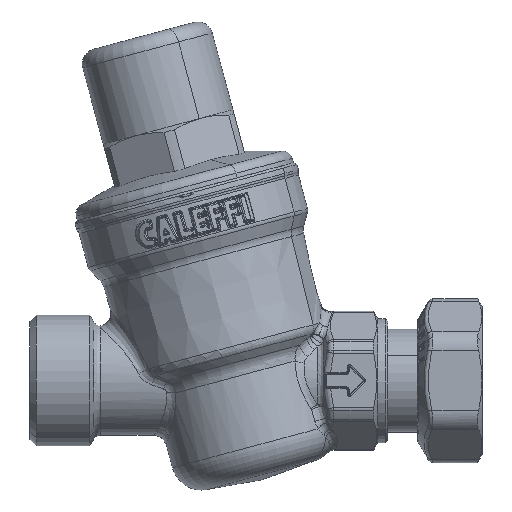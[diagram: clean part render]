
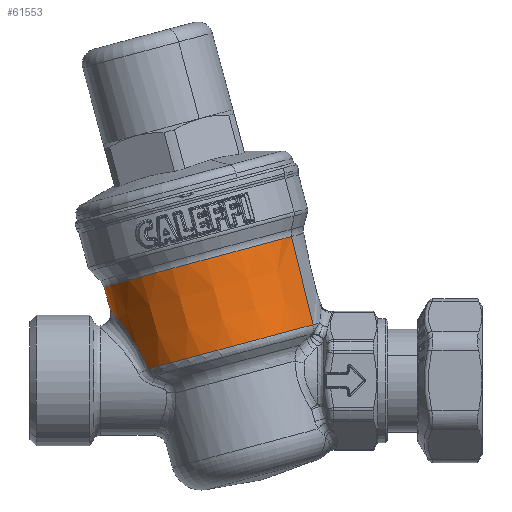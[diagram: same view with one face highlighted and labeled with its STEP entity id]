
A CAD part, top view. The second image highlights one B-rep face of the part: STEP entity #61553.
In plain terms, the highlighted conical face has half-angle 1.43 degrees and reference radius 20.35 mm.
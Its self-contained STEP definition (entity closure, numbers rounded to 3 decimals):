
#58297=CARTESIAN_POINT('Vertex',(-17.729,2.33,11.924)) ;
#58907=CARTESIAN_POINT('Control Point',(-23.894,12.529,-5.774)) ;
#58908=CARTESIAN_POINT('Control Point',(-24.307,13.055,-4.928)) ;
#58909=CARTESIAN_POINT('Control Point',(-24.641,13.469,-4.06)) ;
#58910=CARTESIAN_POINT('Control Point',(-24.898,13.783,-3.176)) ;
#58911=CARTESIAN_POINT('Control Point',(-25.267,14.232,-1.31)) ;
#58912=CARTESIAN_POINT('Control Point',(-25.29,14.259,0.578)) ;
#58913=CARTESIAN_POINT('Control Point',(-25.209,14.161,1.557)) ;
#58914=CARTESIAN_POINT('Control Point',(-24.912,13.802,3.205)) ;
#58915=CARTESIAN_POINT('Control Point',(-24.349,13.105,4.809)) ;
#58916=CARTESIAN_POINT('Control Point',(-24.073,12.76,5.457)) ;
#58917=CARTESIAN_POINT('Control Point',(-23.493,12.021,6.613)) ;
#58918=CARTESIAN_POINT('Control Point',(-22.766,11.056,7.721)) ;
#58919=CARTESIAN_POINT('Control Point',(-22.409,10.572,8.208)) ;
#58920=CARTESIAN_POINT('Control Point',(-21.749,9.651,9.018)) ;
#58921=CARTESIAN_POINT('Control Point',(-20.995,8.527,9.782)) ;
#58922=CARTESIAN_POINT('Control Point',(-20.668,8.024,10.089)) ;
#58923=CARTESIAN_POINT('Control Point',(-20.098,7.115,10.579)) ;
#58924=CARTESIAN_POINT('Control Point',(-19.474,6.025,11.032)) ;
#58925=CARTESIAN_POINT('Control Point',(-19.222,5.567,11.201)) ;
#58926=CARTESIAN_POINT('Control Point',(-18.784,4.734,11.471)) ;
#58927=CARTESIAN_POINT('Control Point',(-18.316,3.738,11.705)) ;
#58928=CARTESIAN_POINT('Control Point',(-18.124,3.31,11.79)) ;
#58929=CARTESIAN_POINT('Control Point',(-17.927,2.843,11.866)) ;
#58930=CARTESIAN_POINT('Control Point',(-17.729,2.33,11.924)) ;
#58931=CARTESIAN_POINT('Vertex',(-23.894,12.529,-5.774)) ;
#58966=CARTESIAN_POINT('Axis2P3D Location',(-6.5,24.257,0.)) ;
#58970=CARTESIAN_POINT('Vertex',(-24.158,19.526,-9.987)) ;
#58972=CARTESIAN_POINT('Vertex',(11.158,28.989,9.987)) ;
#59008=CARTESIAN_POINT('Vertex',(15.501,11.234,9.768)) ;
#59011=CARTESIAN_POINT('Axis2P3D Location',(-1.77,6.606,0.)) ;
#59106=CARTESIAN_POINT('Control Point',(-23.894,12.529,-5.774)) ;
#59107=CARTESIAN_POINT('Control Point',(-23.581,12.129,-6.416)) ;
#59108=CARTESIAN_POINT('Control Point',(-23.223,11.665,-7.046)) ;
#59109=CARTESIAN_POINT('Control Point',(-22.821,11.133,-7.66)) ;
#59110=CARTESIAN_POINT('Control Point',(-22.209,10.302,-8.475)) ;
#59111=CARTESIAN_POINT('Control Point',(-21.51,9.291,-9.248)) ;
#59112=CARTESIAN_POINT('Control Point',(-21.317,9.006,-9.452)) ;
#59113=CARTESIAN_POINT('Control Point',(-21.117,8.706,-9.652)) ;
#59114=CARTESIAN_POINT('Control Point',(-20.911,8.389,-9.848)) ;
#59115=CARTESIAN_POINT('Vertex',(-20.911,8.389,-9.848)) ;
#61530=CARTESIAN_POINT('Axis2P3D Location',(-1.512,5.641,0.)) ;
#61535=CARTESIAN_POINT('Line Origine',(13.358,19.997,9.876)) ;
#61540=CARTESIAN_POINT('Line Origine',(-21.567,10.639,-9.876)) ;
#61537=VECTOR('Line Direction',#61536,1.) ;
#61542=VECTOR('Line Direction',#61541,1.) ;
#58967=DIRECTION('Axis2P3D Direction',(0.259,-0.966,0.)) ;
#59012=DIRECTION('Axis2P3D Direction',(0.259,-0.966,0.)) ;
#61531=DIRECTION('Axis2P3D Direction',(-0.259,0.966,-0.)) ;
#61532=DIRECTION('Axis2P3D XDirection',(0.848,0.227,0.479)) ;
#61536=DIRECTION('Vector Direction',(-0.238,0.971,0.012)) ;
#61541=DIRECTION('Vector Direction',(-0.28,0.96,-0.012)) ;
#58968=AXIS2_PLACEMENT_3D('Circle Axis2P3D',#58966,#58967,$) ;
#59013=AXIS2_PLACEMENT_3D('Circle Axis2P3D',#59011,#59012,$) ;
#61533=AXIS2_PLACEMENT_3D('Cone Axis2P3D',#61530,#61531,#61532) ;
#61538=LINE('Line',#61535,#61537) ;
#61543=LINE('Line',#61540,#61542) ;
#58969=CIRCLE('generated circle',#58968,20.831) ;
#59014=CIRCLE('generated circle',#59013,20.375) ;
#61534=CONICAL_SURFACE('Cone',#61533,20.35,0.025) ;
#58933=EDGE_CURVE('',#58298,#58932,#58906,.F.) ;
#58974=EDGE_CURVE('',#58971,#58973,#58969,.F.) ;
#59015=EDGE_CURVE('',#59009,#58298,#59014,.T.) ;
#59117=EDGE_CURVE('',#58932,#59116,#59105,.T.) ;
#61539=EDGE_CURVE('',#58973,#59009,#61538,.F.) ;
#61544=EDGE_CURVE('',#58971,#59116,#61543,.F.) ;
#61546=ORIENTED_EDGE('',*,*,#59015,.F.) ;
#61547=ORIENTED_EDGE('',*,*,#61539,.F.) ;
#61548=ORIENTED_EDGE('',*,*,#58974,.F.) ;
#61549=ORIENTED_EDGE('',*,*,#61544,.T.) ;
#61550=ORIENTED_EDGE('',*,*,#59117,.F.) ;
#61551=ORIENTED_EDGE('',*,*,#58933,.F.) ;
#61545=EDGE_LOOP('',(#61546,#61547,#61548,#61549,#61550,#61551)) ;
#58298=VERTEX_POINT('',#58297) ;
#58932=VERTEX_POINT('',#58931) ;
#58971=VERTEX_POINT('',#58970) ;
#58973=VERTEX_POINT('',#58972) ;
#59009=VERTEX_POINT('',#59008) ;
#59116=VERTEX_POINT('',#59115) ;
#61553=ADVANCED_FACE('PartBody',(#61552),#61534,.T.) ;
#58906=B_SPLINE_CURVE_WITH_KNOTS('',5,(#58907,#58908,#58909,#58910,#58911,#58912,#58913,#58914,#58915,#58916,#58917,#58918,#58919,#58920,#58921,#58922,#58923,#58924,#58925,#58926,#58927,#58928,#58929,#58930),.UNSPECIFIED.,.F.,.U.,(6,3,3,3,3,3,3,6),(0.,22.202,46.264,62.984,76.689,86.378,92.624,96.743),.UNSPECIFIED.) ;
#59105=B_SPLINE_CURVE_WITH_KNOTS('',5,(#59106,#59107,#59108,#59109,#59110,#59111,#59112,#59113,#59114),.UNSPECIFIED.,.F.,.U.,(6,3,6),(0.,16.865,23.024),.UNSPECIFIED.) ;
#61552=FACE_OUTER_BOUND('',#61545,.T.) ;
